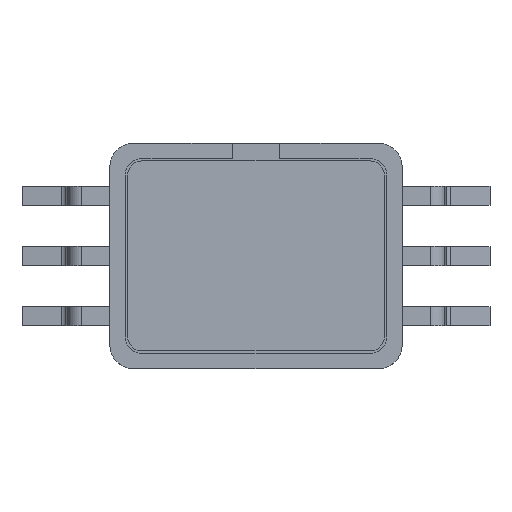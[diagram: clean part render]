
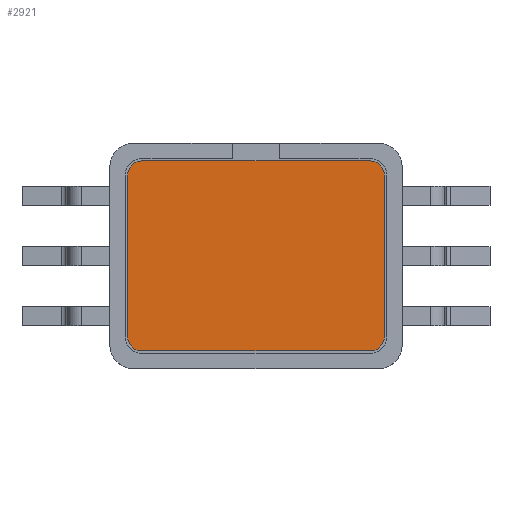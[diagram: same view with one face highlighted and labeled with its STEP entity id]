
A CAD part, top view. The second image highlights one B-rep face of the part: STEP entity #2921.
In plain terms, the highlighted planar face has unit normal (0, 0, 1).
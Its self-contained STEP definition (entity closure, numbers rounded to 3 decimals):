
#2680 = VERTEX_POINT('',#2681);
#2681 = CARTESIAN_POINT('',(-2.4,2.,2.05));
#2687 = EDGE_CURVE('',#2680,#2688,#2690,.T.);
#2688 = VERTEX_POINT('',#2689);
#2689 = CARTESIAN_POINT('',(2.4,2.,2.05));
#2690 = LINE('',#2691,#2692);
#2691 = CARTESIAN_POINT('',(2.4,2.,2.05));
#2692 = VECTOR('',#2693,1.);
#2693 = DIRECTION('',(1.,0.,0.));
#2719 = VERTEX_POINT('',#2720);
#2720 = CARTESIAN_POINT('',(-2.7,1.7,2.05));
#2726 = EDGE_CURVE('',#2719,#2680,#2727,.T.);
#2727 = CIRCLE('',#2728,0.3);
#2728 = AXIS2_PLACEMENT_3D('',#2729,#2730,#2731);
#2729 = CARTESIAN_POINT('',(-2.4,1.7,2.05));
#2730 = DIRECTION('',(0.,0.,-1.));
#2731 = DIRECTION('',(0.,1.,0.));
#2751 = VERTEX_POINT('',#2752);
#2752 = CARTESIAN_POINT('',(-2.7,-1.7,2.05));
#2758 = EDGE_CURVE('',#2751,#2719,#2759,.T.);
#2759 = LINE('',#2760,#2761);
#2760 = CARTESIAN_POINT('',(-2.7,1.7,2.05));
#2761 = VECTOR('',#2762,1.);
#2762 = DIRECTION('',(0.,1.,0.));
#2783 = VERTEX_POINT('',#2784);
#2784 = CARTESIAN_POINT('',(-2.4,-2.,2.05));
#2790 = EDGE_CURVE('',#2783,#2751,#2791,.T.);
#2791 = CIRCLE('',#2792,0.3);
#2792 = AXIS2_PLACEMENT_3D('',#2793,#2794,#2795);
#2793 = CARTESIAN_POINT('',(-2.4,-1.7,2.05));
#2794 = DIRECTION('',(0.,0.,-1.));
#2795 = DIRECTION('',(0.,1.,0.));
#2816 = EDGE_CURVE('',#2688,#2817,#2819,.T.);
#2817 = VERTEX_POINT('',#2818);
#2818 = CARTESIAN_POINT('',(2.7,1.7,2.05));
#2819 = CIRCLE('',#2820,0.3);
#2820 = AXIS2_PLACEMENT_3D('',#2821,#2822,#2823);
#2821 = CARTESIAN_POINT('',(2.4,1.7,2.05));
#2822 = DIRECTION('',(0.,0.,-1.));
#2823 = DIRECTION('',(0.,1.,0.));
#2848 = EDGE_CURVE('',#2817,#2849,#2851,.T.);
#2849 = VERTEX_POINT('',#2850);
#2850 = CARTESIAN_POINT('',(2.7,-1.7,2.05));
#2851 = LINE('',#2852,#2853);
#2852 = CARTESIAN_POINT('',(2.7,-1.7,2.05));
#2853 = VECTOR('',#2854,1.);
#2854 = DIRECTION('',(0.,-1.,-0.));
#2880 = EDGE_CURVE('',#2849,#2881,#2883,.T.);
#2881 = VERTEX_POINT('',#2882);
#2882 = CARTESIAN_POINT('',(2.4,-2.,2.05));
#2883 = CIRCLE('',#2884,0.3);
#2884 = AXIS2_PLACEMENT_3D('',#2885,#2886,#2887);
#2885 = CARTESIAN_POINT('',(2.4,-1.7,2.05));
#2886 = DIRECTION('',(0.,0.,-1.));
#2887 = DIRECTION('',(0.,1.,0.));
#2910 = EDGE_CURVE('',#2881,#2783,#2911,.T.);
#2911 = LINE('',#2912,#2913);
#2912 = CARTESIAN_POINT('',(-2.4,-2.,2.05));
#2913 = VECTOR('',#2914,1.);
#2914 = DIRECTION('',(-1.,0.,0.));
#2921 = ADVANCED_FACE('',(#2922),#2932,.T.);
#2922 = FACE_BOUND('',#2923,.T.);
#2923 = EDGE_LOOP('',(#2924,#2925,#2926,#2927,#2928,#2929,#2930,#2931));
#2924 = ORIENTED_EDGE('',*,*,#2790,.F.);
#2925 = ORIENTED_EDGE('',*,*,#2910,.F.);
#2926 = ORIENTED_EDGE('',*,*,#2880,.F.);
#2927 = ORIENTED_EDGE('',*,*,#2848,.F.);
#2928 = ORIENTED_EDGE('',*,*,#2816,.F.);
#2929 = ORIENTED_EDGE('',*,*,#2687,.F.);
#2930 = ORIENTED_EDGE('',*,*,#2726,.F.);
#2931 = ORIENTED_EDGE('',*,*,#2758,.F.);
#2932 = PLANE('',#2933);
#2933 = AXIS2_PLACEMENT_3D('',#2934,#2935,#2936);
#2934 = CARTESIAN_POINT('',(0.,0.,2.05)
  );
#2935 = DIRECTION('',(0.,0.,1.));
#2936 = DIRECTION('',(0.,1.,0.));
